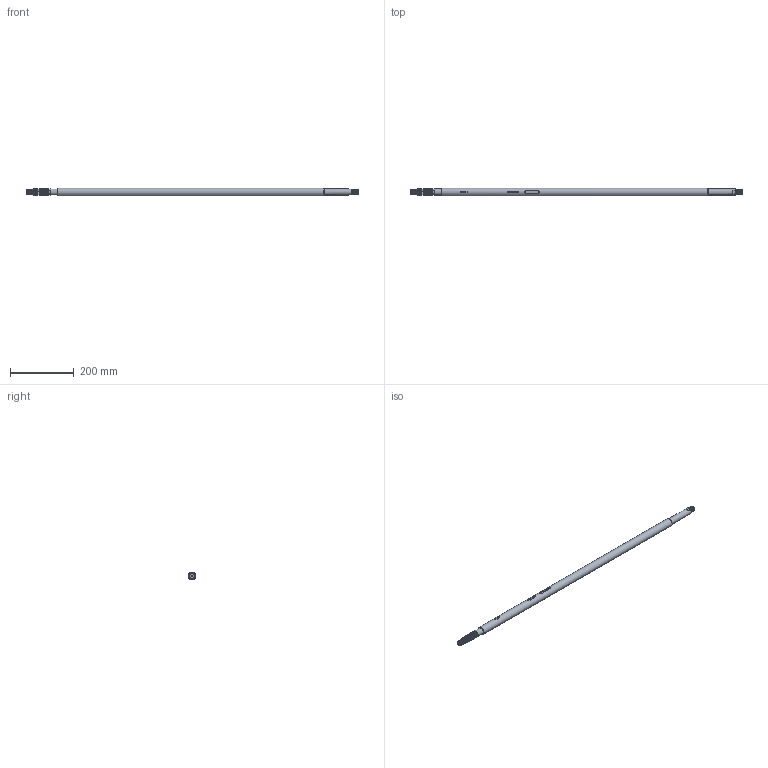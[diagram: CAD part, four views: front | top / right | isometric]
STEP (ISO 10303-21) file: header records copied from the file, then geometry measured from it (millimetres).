
FILE_DESCRIPTION(('Open CASCADE Model'),'2;1');
FILE_NAME('Open CASCADE Shape Model','2026-01-27T19:39:09',('Author'),( 'Open CASCADE'),'Open CASCADE STEP processor 7.8','Open CASCADE 7.8' ,'Unknown');
FILE_SCHEMA(('AUTOMOTIVE_DESIGN { 1 0 10303 214 1 1 1 1 }'));
Length unit declared in the file: millimetre
Products named in the file (2): d8627dba-fbb7-11f0-bf50-dfc06e36c278; axle
Assembly tree (1 placements, depth 2):
  d8627dba-fbb7-11f0-bf50-dfc06e36c278
    axle
Bounding box: 1039.5 x 25 x 25 mm (x, y, z)
Volume: 462042.5 mm3; surface area: 81629.1 mm2
Topology: 1 solids, 1 shells, 305 faces, 776 edges, 480 vertices
Faces by surface type: cylinder 126, torus 78, plane 55, cone 32, bspline 14
Full cylindrical faces by diameter (mm): 1.6 x2, 13 x2, 14.376 x23, 20 x2, 25 x1
Entity records: 41584 total; most frequent: CARTESIAN_POINT 27028, DIRECTION 2464, ORIENTED_EDGE 1548, PCURVE 1548, DEFINITIONAL_REPRESENTATION 1548, LINE 1217, VECTOR 1217, EDGE_CURVE 774
